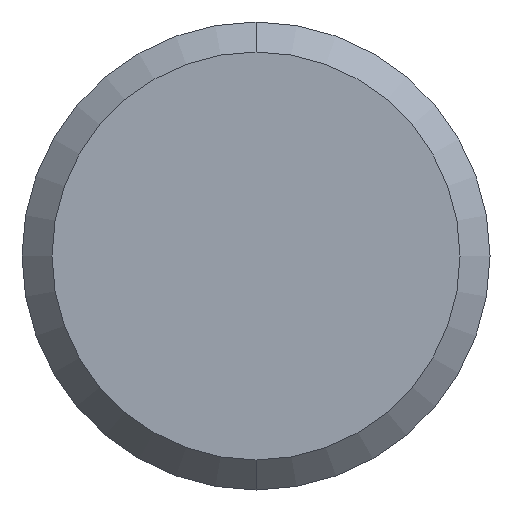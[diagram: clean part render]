
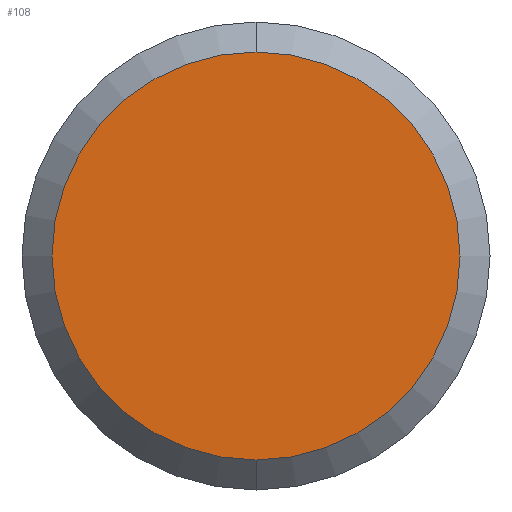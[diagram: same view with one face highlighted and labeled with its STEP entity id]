
A CAD part, front view. The second image highlights one B-rep face of the part: STEP entity #108.
In plain terms, the highlighted planar face has unit normal (0, -1, 0).
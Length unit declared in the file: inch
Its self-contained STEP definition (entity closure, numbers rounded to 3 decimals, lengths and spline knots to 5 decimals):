
#17 = CARTESIAN_POINT ( 'NONE',  ( 0., 0., 0. ) ) ;
#50 = VERTEX_POINT ( 'NONE', #170 ) ;
#65 = FACE_OUTER_BOUND ( 'NONE', #156, .T. ) ;
#72 = DIRECTION ( 'NONE',  ( 0., 0., 1. ) ) ;
#91 = ORIENTED_EDGE ( 'NONE', *, *, #263, .T. ) ;
#99 = PLANE ( 'NONE',  #204 ) ;
#100 = DIRECTION ( 'NONE',  ( 0., 0., 1. ) ) ;
#108 = ADVANCED_FACE ( 'NONE', ( #65 ), #99, .F. ) ;
#116 = DIRECTION ( 'NONE',  ( 0., -1., 0. ) ) ;
#123 = CARTESIAN_POINT ( 'NONE',  ( 0., 0., 0. ) ) ;
#136 = DIRECTION ( 'NONE',  ( 0., 0., 1. ) ) ;
#156 = EDGE_LOOP ( 'NONE', ( #91, #183 ) ) ;
#158 = AXIS2_PLACEMENT_3D ( 'NONE', #247, #116, #136 ) ;
#170 = CARTESIAN_POINT ( 'NONE',  ( 0., 0., 0.1361 ) ) ;
#174 = AXIS2_PLACEMENT_3D ( 'NONE', #17, #220, #100 ) ;
#176 = DIRECTION ( 'NONE',  ( 0., 1., 0. ) ) ;
#183 = ORIENTED_EDGE ( 'NONE', *, *, #257, .T. ) ;
#191 = CIRCLE ( 'NONE', #174, 0.1361 ) ;
#204 = AXIS2_PLACEMENT_3D ( 'NONE', #123, #176, #72 ) ;
#217 = CIRCLE ( 'NONE', #158, 0.1361 ) ;
#220 = DIRECTION ( 'NONE',  ( 0., -1., 0. ) ) ;
#247 = CARTESIAN_POINT ( 'NONE',  ( 0., 0., 0. ) ) ;
#257 = EDGE_CURVE ( 'NONE', #264, #50, #191, .T. ) ;
#263 = EDGE_CURVE ( 'NONE', #50, #264, #217, .T. ) ;
#264 = VERTEX_POINT ( 'NONE', #267 ) ;
#267 = CARTESIAN_POINT ( 'NONE',  ( 0., 0., -0.1361 ) ) ;
